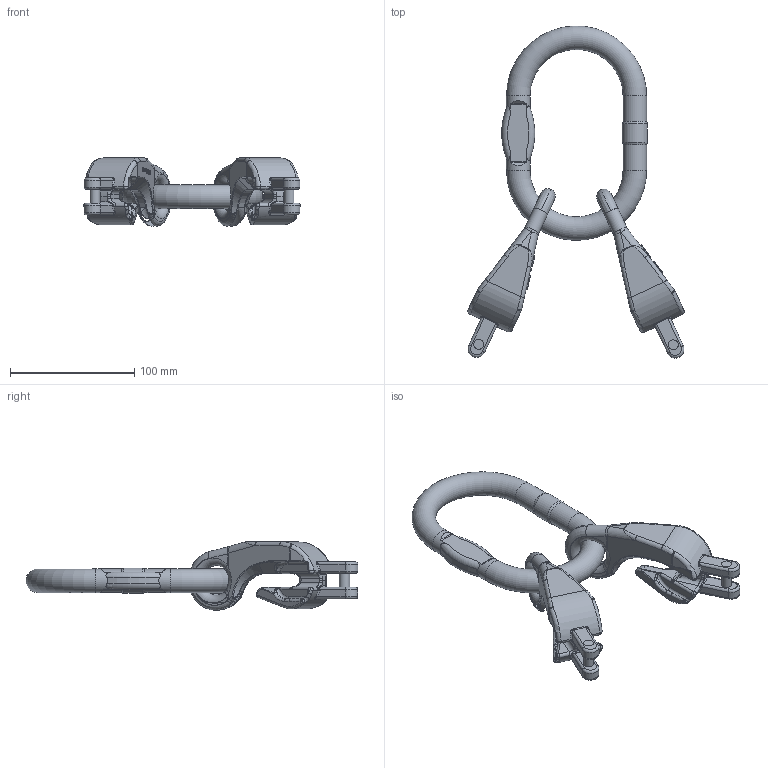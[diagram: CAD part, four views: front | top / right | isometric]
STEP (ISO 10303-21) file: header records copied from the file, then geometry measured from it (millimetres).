
FILE_DESCRIPTION(/* description */ (''),/* implementation_level */ '2;1');
FILE_NAME(/* name */ 'pewag_VXKW_2-8',/* time_stamp */ '2010-03-03T08:00:48+01:00',/* author */ (''),/* organization */ (''),/* preprocessor_version */ 'ST-DEVELOPER v9',/* originating_system */ 'UGS - NX 4.0',/* authorisation */ '');
FILE_SCHEMA (('AUTOMOTIVE_DESIGN { 1 0 10303 214 1 1 1 1 }'));
Length unit declared in the file: millimetre
Products named in the file (1): rit7E48oyhp
Bounding box: 174.48 x 267.68 x 54.97 mm (x, y, z)
Volume: 295778.1 mm3; surface area: 66829.5 mm2
Topology: 5 solids, 5 shells, 977 faces, 2447 edges, 1484 vertices
Faces by surface type: plane 260, bspline 232, cylinder 201, extrusion 186, torus 64, sphere 24, cone 10
Full cylindrical faces by diameter (mm): 8 x6, 19 x4, 20.425 x1
Entity records: 35705 total; most frequent: CARTESIAN_POINT 14718, ORIENTED_EDGE 4808, DIRECTION 3596, EDGE_CURVE 2404, VERTEX_POINT 1476, AXIS2_PLACEMENT_3D 1308, EDGE_LOOP 1030, B_SPLINE_CURVE_WITH_KNOTS 1026
